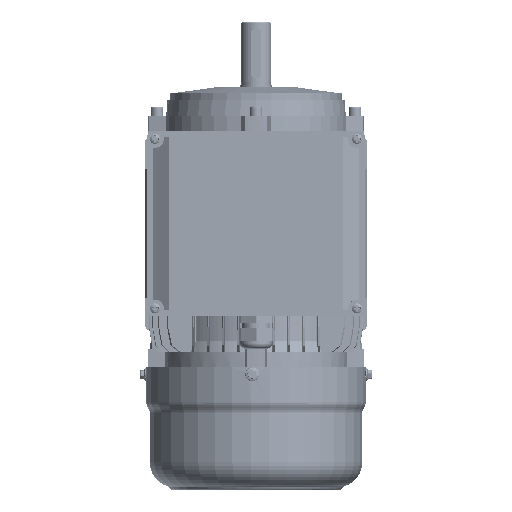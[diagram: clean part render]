
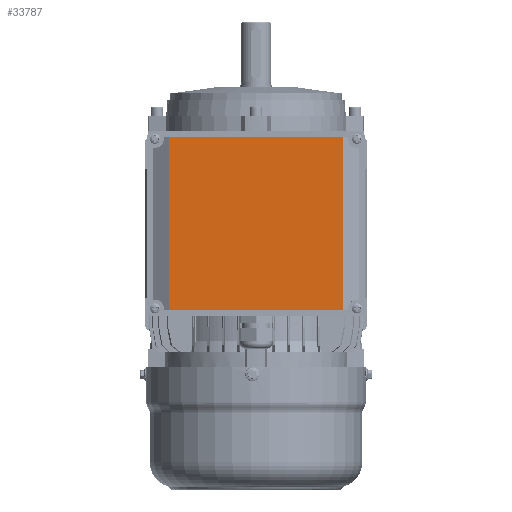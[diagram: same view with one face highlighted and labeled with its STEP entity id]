
A CAD part, top view. The second image highlights one B-rep face of the part: STEP entity #33787.
In plain terms, the highlighted planar face has unit normal (0, 0, 1).
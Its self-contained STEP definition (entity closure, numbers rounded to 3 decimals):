
#33696 = VERTEX_POINT ( 'NONE', #167101 ) ;
#33702 = EDGE_CURVE ( 'NONE', #33704, #33696, #167099, .T. ) ;
#33704 = VERTEX_POINT ( 'NONE', #167095 ) ;
#33780 = VERTEX_POINT ( 'NONE', #167156 ) ;
#33784 = EDGE_CURVE ( 'NONE', #33810, #33780, #167155, .T. ) ;
#33787 = ADVANCED_FACE ( 'NONE', ( #167151 ), #167149, .F. ) ;
#33790 = EDGE_LOOP ( 'NONE', ( #33792, #33794, #33797, #33798 ) ) ;
#33792 = ORIENTED_EDGE ( 'NONE', *, *, #33702, .T. ) ;
#33794 = ORIENTED_EDGE ( 'NONE', *, *, #33796, .F. ) ;
#33796 = EDGE_CURVE ( 'NONE', #33810, #33696, #167150, .T. ) ;
#33797 = ORIENTED_EDGE ( 'NONE', *, *, #33784, .T. ) ;
#33798 = ORIENTED_EDGE ( 'NONE', *, *, #33907, .T. ) ;
#33810 = VERTEX_POINT ( 'NONE', #167191 ) ;
#33907 = EDGE_CURVE ( 'NONE', #33780, #33704, #167259, .T. ) ;
#167095 = CARTESIAN_POINT ( 'NONE',  ( -69., 4.5, 23. ) ) ;
#167096 = DIRECTION ( 'NONE',  ( 1., 0., 0. ) ) ;
#167097 = VECTOR ( 'NONE', #167096, 1000. ) ;
#167098 = CARTESIAN_POINT ( 'NONE',  ( -82.5, 4.5, 23. ) ) ;
#167099 = LINE ( 'NONE', #167098, #167097 ) ;
#167101 = CARTESIAN_POINT ( 'NONE',  ( 69., 4.5, 23. ) ) ;
#167142 = DIRECTION ( 'NONE',  ( 0., -1., 0. ) ) ;
#167143 = VECTOR ( 'NONE', #167142, 1000. ) ;
#167144 = CARTESIAN_POINT ( 'NONE',  ( 69., 142.5, 23. ) ) ;
#167145 = DIRECTION ( 'NONE',  ( -1., 0., 0. ) ) ;
#167146 = DIRECTION ( 'NONE',  ( 0., 0., -1. ) ) ;
#167147 = CARTESIAN_POINT ( 'NONE',  ( -87., 147., 23. ) ) ;
#167148 = AXIS2_PLACEMENT_3D ( 'NONE', #167147, #167146, #167145 ) ;
#167149 = PLANE ( 'NONE',  #167148 ) ;
#167150 = LINE ( 'NONE', #167144, #167143 ) ;
#167151 = FACE_OUTER_BOUND ( 'NONE', #33790, .T. ) ;
#167152 = DIRECTION ( 'NONE',  ( -1., 0., 0. ) ) ;
#167153 = VECTOR ( 'NONE', #167152, 1000. ) ;
#167154 = CARTESIAN_POINT ( 'NONE',  ( -82.5, 142.5, 23. ) ) ;
#167155 = LINE ( 'NONE', #167154, #167153 ) ;
#167156 = CARTESIAN_POINT ( 'NONE',  ( -69., 142.5, 23. ) ) ;
#167191 = CARTESIAN_POINT ( 'NONE',  ( 69., 142.5, 23. ) ) ;
#167256 = DIRECTION ( 'NONE',  ( 0., -1., 0. ) ) ;
#167257 = VECTOR ( 'NONE', #167256, 1000. ) ;
#167258 = CARTESIAN_POINT ( 'NONE',  ( -69., 142.5, 23. ) ) ;
#167259 = LINE ( 'NONE', #167258, #167257 ) ;
